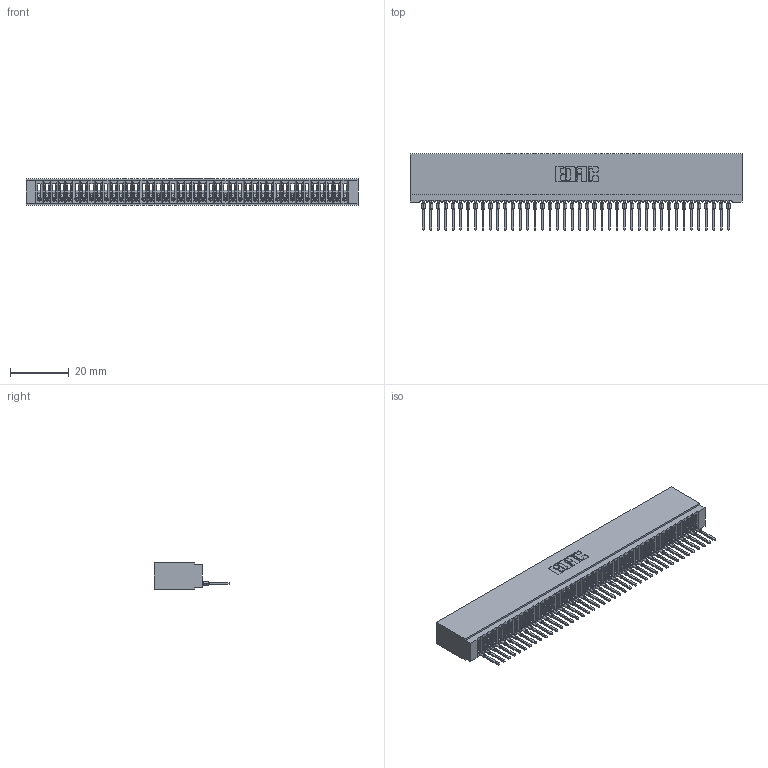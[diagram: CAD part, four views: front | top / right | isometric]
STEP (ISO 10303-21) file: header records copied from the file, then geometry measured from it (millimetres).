
FILE_DESCRIPTION (( 'STEP AP203' ), '1' );
FILE_NAME ('745-042-522-101.STEP', '2026-02-25T20:36:02', ( '' ), ( '' ), 'SwSTEP 2.0', 'SolidWorks 2023', '' );
FILE_SCHEMA (( 'CONFIG_CONTROL_DESIGN' ));
Length unit declared in the file: millimetre
Products named in the file (3): 745-042-522-101; 745-292-001_522; 745 Part_Insulator Option - 01
Assembly tree (43 placements, depth 2):
  745-042-522-101
    745 Part_Insulator Option - 01
    745-292-001_522  x42
Bounding box: 113.28 x 25.92 x 8.89 mm (x, y, z)
Volume: 9835.5 mm3; surface area: 18434.1 mm2
Topology: 43 solids, 43 shells, 4799 faces, 13194 edges, 8320 vertices
Faces by surface type: plane 2869, bspline 840, cylinder 838, torus 252
Entity records: 69364 total; most frequent: CARTESIAN_POINT 12725, ORIENTED_EDGE 12202, DIRECTION 10575, EDGE_CURVE 6101, VECTOR 5667, LINE 5667, VERTEX_POINT 3892, AXIS2_PLACEMENT_3D 2454
